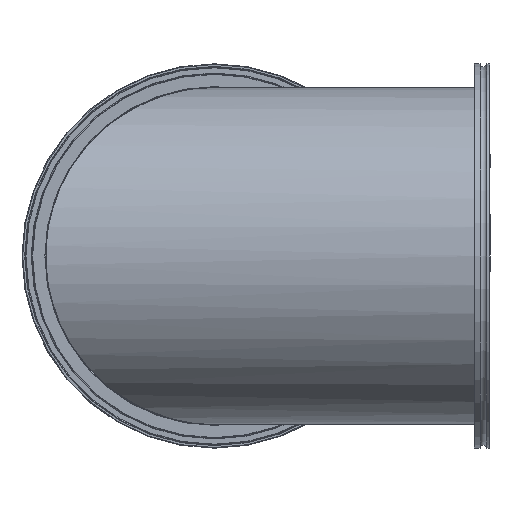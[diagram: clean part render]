
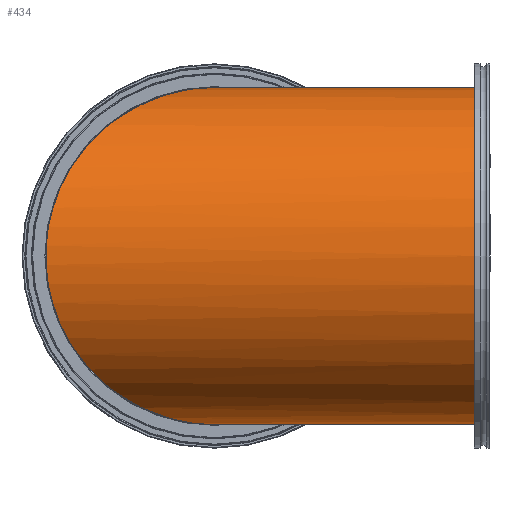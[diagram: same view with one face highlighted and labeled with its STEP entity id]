
A CAD part, left-side view. The second image highlights one B-rep face of the part: STEP entity #434.
In plain terms, the highlighted cylindrical face has radius 127 mm (diameter 254 mm), a full revolution.
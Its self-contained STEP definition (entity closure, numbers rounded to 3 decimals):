
#27=ELLIPSE('',#562,179.605,127.);
#28=ELLIPSE('',#563,179.605,127.);
#52=CYLINDRICAL_SURFACE('',#568,127.);
#92=FACE_OUTER_BOUND('',#124,.T.);
#124=EDGE_LOOP('',(#401,#402,#403,#404,#405));
#138=LINE('',#868,#150);
#150=VECTOR('',#732,127.);
#192=CIRCLE('',#569,127.);
#228=VERTEX_POINT('',#853);
#229=VERTEX_POINT('',#854);
#233=VERTEX_POINT('',#866);
#284=EDGE_CURVE('',#228,#229,#27,.T.);
#285=EDGE_CURVE('',#229,#228,#28,.T.);
#290=EDGE_CURVE('',#233,#233,#192,.T.);
#291=EDGE_CURVE('',#233,#229,#138,.T.);
#401=ORIENTED_EDGE('',*,*,#290,.F.);
#402=ORIENTED_EDGE('',*,*,#291,.T.);
#403=ORIENTED_EDGE('',*,*,#285,.T.);
#404=ORIENTED_EDGE('',*,*,#284,.T.);
#405=ORIENTED_EDGE('',*,*,#291,.F.);
#434=ADVANCED_FACE('',(#92),#52,.T.);
#562=AXIS2_PLACEMENT_3D('',#855,#715,#716);
#563=AXIS2_PLACEMENT_3D('',#856,#717,#718);
#568=AXIS2_PLACEMENT_3D('',#865,#728,#729);
#569=AXIS2_PLACEMENT_3D('',#867,#730,#731);
#715=DIRECTION('center_axis',(0.,-0.707,0.707));
#716=DIRECTION('ref_axis',(0.,-0.707,-0.707));
#717=DIRECTION('center_axis',(0.,-0.707,0.707));
#718=DIRECTION('ref_axis',(0.,-0.707,-0.707));
#728=DIRECTION('center_axis',(0.,0.,1.));
#729=DIRECTION('ref_axis',(-1.,0.,0.));
#730=DIRECTION('center_axis',(0.,0.,1.));
#731=DIRECTION('ref_axis',(-1.,0.,0.));
#732=DIRECTION('',(0.,0.,-1.));
#853=CARTESIAN_POINT('',(0.,127.,254.));
#854=CARTESIAN_POINT('',(127.,0.,127.));
#855=CARTESIAN_POINT('Origin',(0.,0.,127.));
#856=CARTESIAN_POINT('Origin',(0.,0.,127.));
#865=CARTESIAN_POINT('Origin',(0.,0.,0.));
#866=CARTESIAN_POINT('',(127.,0.,328.6));
#867=CARTESIAN_POINT('Origin',(0.,0.,328.6));
#868=CARTESIAN_POINT('',(127.,0.,0.));
